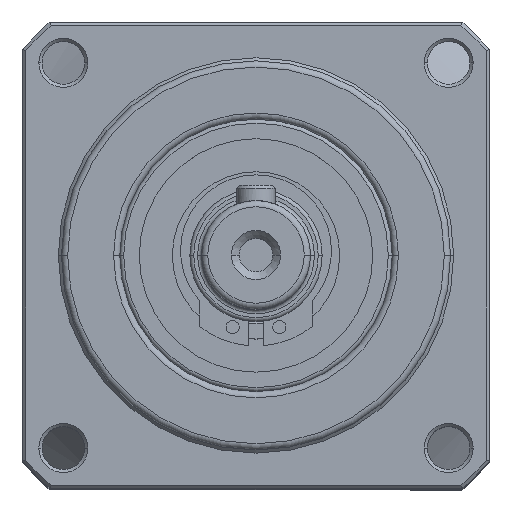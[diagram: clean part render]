
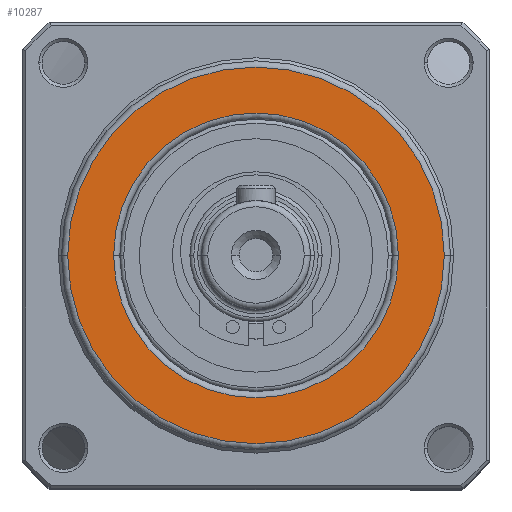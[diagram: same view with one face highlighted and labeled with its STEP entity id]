
A CAD part, top view. The second image highlights one B-rep face of the part: STEP entity #10287.
In plain terms, the highlighted planar face has unit normal (0, 0, 1).
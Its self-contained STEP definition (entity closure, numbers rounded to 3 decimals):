
#770 = AXIS2_PLACEMENT_3D ( 'NONE', #9892, #3738, #5883 ) ;
#1045 = AXIS2_PLACEMENT_3D ( 'NONE', #11196, #13343, #9001 ) ;
#1312 = ORIENTED_EDGE ( 'NONE', *, *, #1515, .T. ) ;
#1515 = EDGE_CURVE ( 'NONE', #7000, #7468, #10977, .T. ) ;
#1643 = DIRECTION ( 'NONE',  ( 0., 0., 1. ) ) ;
#2140 = CIRCLE ( 'NONE', #12549, 24.2 ) ;
#2318 = AXIS2_PLACEMENT_3D ( 'NONE', #6917, #1643, #3760 ) ;
#2428 = VERTEX_POINT ( 'NONE', #12935 ) ;
#2723 = CIRCLE ( 'NONE', #770, 18.3 ) ;
#2997 = AXIS2_PLACEMENT_3D ( 'NONE', #5056, #12503, #6129 ) ;
#3409 = ORIENTED_EDGE ( 'NONE', *, *, #4997, .T. ) ;
#3444 = EDGE_LOOP ( 'NONE', ( #1312, #3409 ) ) ;
#3738 = DIRECTION ( 'NONE',  ( 0., 0., -1. ) ) ;
#3760 = DIRECTION ( 'NONE',  ( 1., 0., 0. ) ) ;
#3959 = FACE_BOUND ( 'NONE', #5745, .T. ) ;
#4492 = CARTESIAN_POINT ( 'NONE',  ( -24.2, 0., 31. ) ) ;
#4997 = EDGE_CURVE ( 'NONE', #7468, #7000, #2140, .T. ) ;
#5056 = CARTESIAN_POINT ( 'NONE',  ( 0., 0., 31. ) ) ;
#5745 = EDGE_LOOP ( 'NONE', ( #11750, #11923 ) ) ;
#5800 = FACE_OUTER_BOUND ( 'NONE', #3444, .T. ) ;
#5883 = DIRECTION ( 'NONE',  ( 1., 0., 0. ) ) ;
#6047 = CARTESIAN_POINT ( 'NONE',  ( 24.2, 0., 31. ) ) ;
#6129 = DIRECTION ( 'NONE',  ( 1., 0., 0. ) ) ;
#6504 = CARTESIAN_POINT ( 'NONE',  ( 0., 0., 31. ) ) ;
#6549 = DIRECTION ( 'NONE',  ( 1., 0., 0. ) ) ;
#6917 = CARTESIAN_POINT ( 'NONE',  ( 0., 0., 31. ) ) ;
#7000 = VERTEX_POINT ( 'NONE', #6047 ) ;
#7468 = VERTEX_POINT ( 'NONE', #4492 ) ;
#7610 = DIRECTION ( 'NONE',  ( 0., 0., 1. ) ) ;
#8740 = EDGE_CURVE ( 'NONE', #2428, #13772, #2723, .T. ) ;
#9001 = DIRECTION ( 'NONE',  ( 1., 0., 0. ) ) ;
#9892 = CARTESIAN_POINT ( 'NONE',  ( 0., 0., 31. ) ) ;
#10126 = PLANE ( 'NONE',  #1045 ) ;
#10287 = ADVANCED_FACE ( 'NONE', ( #3959, #5800 ), #10126, .T. ) ;
#10977 = CIRCLE ( 'NONE', #2318, 24.2 ) ;
#11196 = CARTESIAN_POINT ( 'NONE',  ( 0., 0., 31. ) ) ;
#11750 = ORIENTED_EDGE ( 'NONE', *, *, #13171, .T. ) ;
#11752 = CIRCLE ( 'NONE', #2997, 18.3 ) ;
#11923 = ORIENTED_EDGE ( 'NONE', *, *, #8740, .T. ) ;
#12503 = DIRECTION ( 'NONE',  ( 0., 0., -1. ) ) ;
#12549 = AXIS2_PLACEMENT_3D ( 'NONE', #6504, #7610, #6549 ) ;
#12935 = CARTESIAN_POINT ( 'NONE',  ( -18.3, 0., 31. ) ) ;
#13171 = EDGE_CURVE ( 'NONE', #13772, #2428, #11752, .T. ) ;
#13343 = DIRECTION ( 'NONE',  ( 0., 0., 1. ) ) ;
#13661 = CARTESIAN_POINT ( 'NONE',  ( 18.3, 0., 31. ) ) ;
#13772 = VERTEX_POINT ( 'NONE', #13661 ) ;
